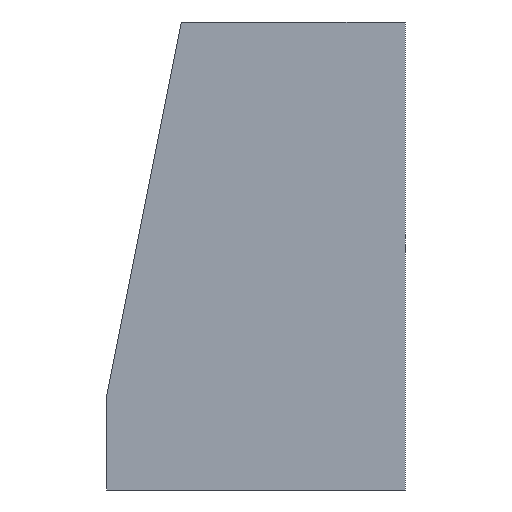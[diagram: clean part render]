
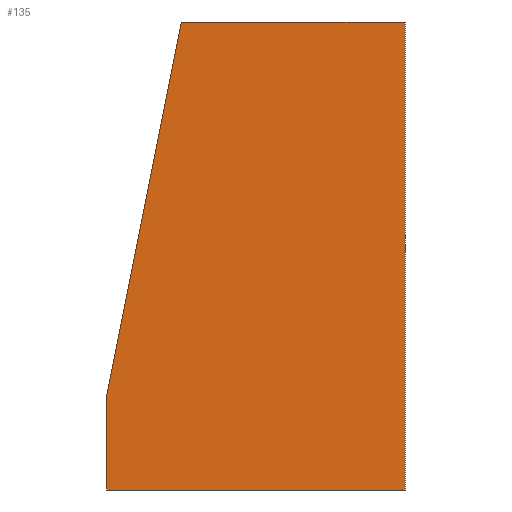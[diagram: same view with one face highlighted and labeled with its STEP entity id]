
A CAD part, left-side view. The second image highlights one B-rep face of the part: STEP entity #135.
In plain terms, the highlighted planar face has unit normal (-1, 0, 0).
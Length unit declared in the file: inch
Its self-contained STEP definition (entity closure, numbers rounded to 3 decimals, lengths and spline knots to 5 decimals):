
#15=FACE_OUTER_BOUND('',#23,.T.);
#23=EDGE_LOOP('',(#93,#94,#95,#96,#97));
#31=LINE('',#204,#48);
#32=LINE('',#206,#49);
#33=LINE('',#208,#50);
#34=LINE('',#210,#51);
#35=LINE('',#211,#52);
#48=VECTOR('',#169,0.3937);
#49=VECTOR('',#170,0.3937);
#50=VECTOR('',#171,0.3937);
#51=VECTOR('',#172,0.3937);
#52=VECTOR('',#173,0.3937);
#65=VERTEX_POINT('',#202);
#66=VERTEX_POINT('',#203);
#67=VERTEX_POINT('',#205);
#68=VERTEX_POINT('',#207);
#69=VERTEX_POINT('',#209);
#76=EDGE_CURVE('',#65,#66,#31,.T.);
#77=EDGE_CURVE('',#67,#65,#32,.T.);
#78=EDGE_CURVE('',#68,#67,#33,.T.);
#79=EDGE_CURVE('',#69,#68,#34,.T.);
#80=EDGE_CURVE('',#66,#69,#35,.T.);
#93=ORIENTED_EDGE('',*,*,#76,.F.);
#94=ORIENTED_EDGE('',*,*,#77,.F.);
#95=ORIENTED_EDGE('',*,*,#78,.F.);
#96=ORIENTED_EDGE('',*,*,#79,.F.);
#97=ORIENTED_EDGE('',*,*,#80,.F.);
#127=PLANE('',#157);
#135=ADVANCED_FACE('',(#15),#127,.F.);
#157=AXIS2_PLACEMENT_3D('',#201,#167,#168);
#167=DIRECTION('center_axis',(1.,0.,0.));
#168=DIRECTION('ref_axis',(0.,0.,1.));
#169=DIRECTION('',(0.,-0.196,0.981));
#170=DIRECTION('',(0.,0.,1.));
#171=DIRECTION('',(0.,1.,0.));
#172=DIRECTION('',(0.,0.,-1.));
#173=DIRECTION('',(0.,-1.,0.));
#201=CARTESIAN_POINT('Origin',(1135.,18.,-111.));
#202=CARTESIAN_POINT('',(1135.,18.,-109.25));
#203=CARTESIAN_POINT('',(1135.,16.625,-102.375));
#204=CARTESIAN_POINT('',(1135.,17.48077,-106.65385));
#205=CARTESIAN_POINT('',(1135.,18.,-111.));
#206=CARTESIAN_POINT('',(1135.,18.,-204.5));
#207=CARTESIAN_POINT('',(1135.,12.5,-111.));
#208=CARTESIAN_POINT('',(1135.,18.,-111.));
#209=CARTESIAN_POINT('',(1135.,12.5,-102.375));
#210=CARTESIAN_POINT('',(1135.,12.5,-204.5));
#211=CARTESIAN_POINT('',(1135.,15.25,-102.375));
